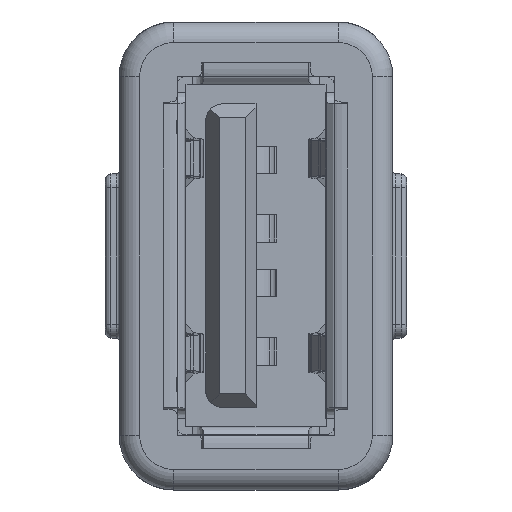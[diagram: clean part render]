
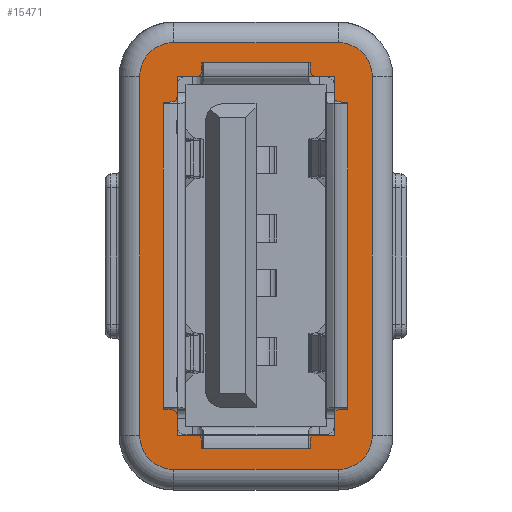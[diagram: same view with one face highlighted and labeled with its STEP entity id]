
A CAD part, left-side view. The second image highlights one B-rep face of the part: STEP entity #15471.
In plain terms, the highlighted face is planar.
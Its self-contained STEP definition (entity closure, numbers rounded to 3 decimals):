
#93 = LINE ( 'NONE', #21104, #8613 ) ;
#400 = CARTESIAN_POINT ( 'NONE',  ( 2., 2.13, 0. ) ) ;
#817 = DIRECTION ( 'NONE',  ( -1., 0., 0. ) ) ;
#2116 = CARTESIAN_POINT ( 'NONE',  ( 15.1, 8., 0. ) ) ;
#2282 = ORIENTED_EDGE ( 'NONE', *, *, #32129, .T. ) ;
#2491 = VECTOR ( 'NONE', #44608, 1000. ) ;
#2521 = DIRECTION ( 'NONE',  ( -1., 0., 0. ) ) ;
#3296 = EDGE_CURVE ( 'NONE', #42066, #10894, #93, .T. ) ;
#5072 = VECTOR ( 'NONE', #817, 1000. ) ;
#6014 = DIRECTION ( 'NONE',  ( 0., 0., -1. ) ) ;
#6091 = VERTEX_POINT ( 'NONE', #9662 ) ;
#6958 = CARTESIAN_POINT ( 'NONE',  ( 2., 7.87, 0. ) ) ;
#7203 = DIRECTION ( 'NONE',  ( 0., 1., 0. ) ) ;
#7685 = DIRECTION ( 'NONE',  ( 0., 0., -1. ) ) ;
#7791 = ORIENTED_EDGE ( 'NONE', *, *, #20969, .T. ) ;
#8004 = ORIENTED_EDGE ( 'NONE', *, *, #23078, .T. ) ;
#8590 = VERTEX_POINT ( 'NONE', #29043 ) ;
#8613 = VECTOR ( 'NONE', #2521, 1000. ) ;
#8791 = EDGE_CURVE ( 'NONE', #23197, #43116, #23606, .T. ) ;
#8937 = EDGE_LOOP ( 'NONE', ( #43177, #37427, #31338, #2282, #7791, #8004, #37372, #16819 ) ) ;
#8999 = CARTESIAN_POINT ( 'NONE',  ( 15.1, 7.87, 0. ) ) ;
#9548 = ORIENTED_EDGE ( 'NONE', *, *, #8791, .F. ) ;
#9662 = CARTESIAN_POINT ( 'NONE',  ( 16.35, 8., 0. ) ) ;
#9977 = VERTEX_POINT ( 'NONE', #12651 ) ;
#10894 = VERTEX_POINT ( 'NONE', #19205 ) ;
#10904 = CARTESIAN_POINT ( 'NONE',  ( 15.1, 7.87, 0. ) ) ;
#11213 = ORIENTED_EDGE ( 'NONE', *, *, #19946, .F. ) ;
#11606 = EDGE_CURVE ( 'NONE', #35534, #6091, #32537, .T. ) ;
#11918 = LINE ( 'NONE', #400, #36300 ) ;
#12651 = CARTESIAN_POINT ( 'NONE',  ( 15.1, 0.75, 0. ) ) ;
#12801 = CIRCLE ( 'NONE', #46989, 1.25 ) ;
#12971 = VECTOR ( 'NONE', #13861, 1000. ) ;
#13861 = DIRECTION ( 'NONE',  ( 0., -1., 0. ) ) ;
#14743 = VECTOR ( 'NONE', #27752, 1000. ) ;
#15185 = DIRECTION ( 'NONE',  ( -1., 0., 0. ) ) ;
#15471 = ADVANCED_FACE ( 'NONE', ( #24042, #46204 ), #36464, .T. ) ;
#15762 = VERTEX_POINT ( 'NONE', #30895 ) ;
#15817 = CIRCLE ( 'NONE', #23305, 1.25 ) ;
#16092 = DIRECTION ( 'NONE',  ( 0., 0., -1. ) ) ;
#16525 = CARTESIAN_POINT ( 'NONE',  ( 16.35, 2., 0. ) ) ;
#16819 = ORIENTED_EDGE ( 'NONE', *, *, #39834, .T. ) ;
#17537 = VERTEX_POINT ( 'NONE', #32751 ) ;
#18959 = CARTESIAN_POINT ( 'NONE',  ( 15.1, 2., 0. ) ) ;
#19058 = EDGE_CURVE ( 'NONE', #15762, #35534, #22733, .T. ) ;
#19205 = CARTESIAN_POINT ( 'NONE',  ( 2., 2.13, 0. ) ) ;
#19230 = ORIENTED_EDGE ( 'NONE', *, *, #30913, .F. ) ;
#19593 = DIRECTION ( 'NONE',  ( -1., 0., 0. ) ) ;
#19946 = EDGE_CURVE ( 'NONE', #43116, #42066, #29459, .T. ) ;
#20969 = EDGE_CURVE ( 'NONE', #9977, #17537, #34093, .T. ) ;
#21104 = CARTESIAN_POINT ( 'NONE',  ( 15.1, 2.13, 0. ) ) ;
#22084 = CARTESIAN_POINT ( 'NONE',  ( 0.75, 8., 0. ) ) ;
#22534 = CARTESIAN_POINT ( 'NONE',  ( 16.35, 2., 0. ) ) ;
#22733 = LINE ( 'NONE', #46484, #14743 ) ;
#23078 = EDGE_CURVE ( 'NONE', #17537, #8590, #15817, .T. ) ;
#23197 = VERTEX_POINT ( 'NONE', #6958 ) ;
#23305 = AXIS2_PLACEMENT_3D ( 'NONE', #38791, #6014, #23704 ) ;
#23606 = LINE ( 'NONE', #8999, #33264 ) ;
#23704 = DIRECTION ( 'NONE',  ( -1., 0., 0. ) ) ;
#23902 = DIRECTION ( 'NONE',  ( 0., 0., -1. ) ) ;
#24042 = FACE_BOUND ( 'NONE', #36204, .T. ) ;
#24500 = CARTESIAN_POINT ( 'NONE',  ( 15.1, 2.13, 0. ) ) ;
#25226 = LINE ( 'NONE', #22534, #2491 ) ;
#25718 = DIRECTION ( 'NONE',  ( 0., 1., 0. ) ) ;
#25778 = EDGE_CURVE ( 'NONE', #8590, #31472, #29274, .T. ) ;
#26646 = DIRECTION ( 'NONE',  ( 1., 0., 0. ) ) ;
#27249 = VERTEX_POINT ( 'NONE', #16525 ) ;
#27752 = DIRECTION ( 'NONE',  ( 1., 0., 0. ) ) ;
#29043 = CARTESIAN_POINT ( 'NONE',  ( 0.75, 2., 0. ) ) ;
#29274 = LINE ( 'NONE', #22084, #44051 ) ;
#29316 = CARTESIAN_POINT ( 'NONE',  ( 0., 0., 0. ) ) ;
#29435 = ORIENTED_EDGE ( 'NONE', *, *, #3296, .F. ) ;
#29459 = LINE ( 'NONE', #24500, #12971 ) ;
#29740 = DIRECTION ( 'NONE',  ( -1., 0., 0. ) ) ;
#30054 = CARTESIAN_POINT ( 'NONE',  ( 0.75, 8., 0. ) ) ;
#30895 = CARTESIAN_POINT ( 'NONE',  ( 2., 9.25, 0. ) ) ;
#30913 = EDGE_CURVE ( 'NONE', #10894, #23197, #11918, .T. ) ;
#31090 = CARTESIAN_POINT ( 'NONE',  ( 15.1, 9.25, 0. ) ) ;
#31338 = ORIENTED_EDGE ( 'NONE', *, *, #35871, .T. ) ;
#31472 = VERTEX_POINT ( 'NONE', #30054 ) ;
#31551 = AXIS2_PLACEMENT_3D ( 'NONE', #18959, #40715, #29740 ) ;
#32129 = EDGE_CURVE ( 'NONE', #27249, #9977, #43066, .T. ) ;
#32537 = CIRCLE ( 'NONE', #38664, 1.25 ) ;
#32751 = CARTESIAN_POINT ( 'NONE',  ( 2., 0.75, 0. ) ) ;
#32949 = CARTESIAN_POINT ( 'NONE',  ( 15.1, 2.13, 0. ) ) ;
#33264 = VECTOR ( 'NONE', #26646, 1000. ) ;
#34093 = LINE ( 'NONE', #37477, #5072 ) ;
#35534 = VERTEX_POINT ( 'NONE', #31090 ) ;
#35871 = EDGE_CURVE ( 'NONE', #6091, #27249, #25226, .T. ) ;
#36204 = EDGE_LOOP ( 'NONE', ( #11213, #9548, #19230, #29435 ) ) ;
#36300 = VECTOR ( 'NONE', #7203, 1000. ) ;
#36464 = PLANE ( 'NONE',  #44300 ) ;
#37372 = ORIENTED_EDGE ( 'NONE', *, *, #25778, .T. ) ;
#37427 = ORIENTED_EDGE ( 'NONE', *, *, #11606, .T. ) ;
#37477 = CARTESIAN_POINT ( 'NONE',  ( 2., 0.75, 0. ) ) ;
#37531 = CARTESIAN_POINT ( 'NONE',  ( 2., 8., 0. ) ) ;
#38664 = AXIS2_PLACEMENT_3D ( 'NONE', #2116, #23902, #46139 ) ;
#38791 = CARTESIAN_POINT ( 'NONE',  ( 2., 2., 0. ) ) ;
#39834 = EDGE_CURVE ( 'NONE', #31472, #15762, #12801, .T. ) ;
#40715 = DIRECTION ( 'NONE',  ( 0., 0., -1. ) ) ;
#42066 = VERTEX_POINT ( 'NONE', #32949 ) ;
#43066 = CIRCLE ( 'NONE', #31551, 1.25 ) ;
#43116 = VERTEX_POINT ( 'NONE', #10904 ) ;
#43177 = ORIENTED_EDGE ( 'NONE', *, *, #19058, .T. ) ;
#44051 = VECTOR ( 'NONE', #25718, 1000. ) ;
#44300 = AXIS2_PLACEMENT_3D ( 'NONE', #29316, #7685, #15185 ) ;
#44608 = DIRECTION ( 'NONE',  ( 0., -1., 0. ) ) ;
#46139 = DIRECTION ( 'NONE',  ( -1., 0., 0. ) ) ;
#46204 = FACE_OUTER_BOUND ( 'NONE', #8937, .T. ) ;
#46484 = CARTESIAN_POINT ( 'NONE',  ( 15.1, 9.25, 0. ) ) ;
#46989 = AXIS2_PLACEMENT_3D ( 'NONE', #37531, #16092, #19593 ) ;
